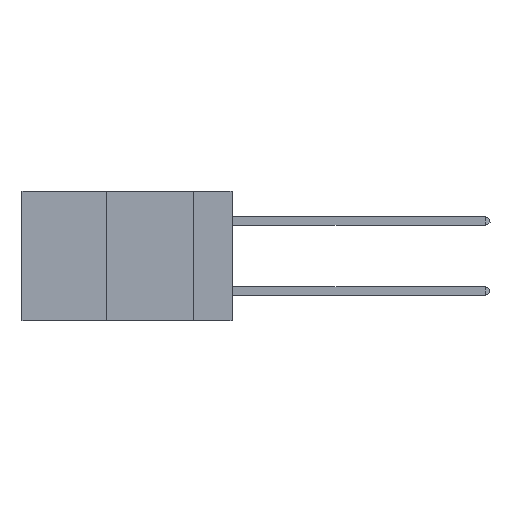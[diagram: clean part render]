
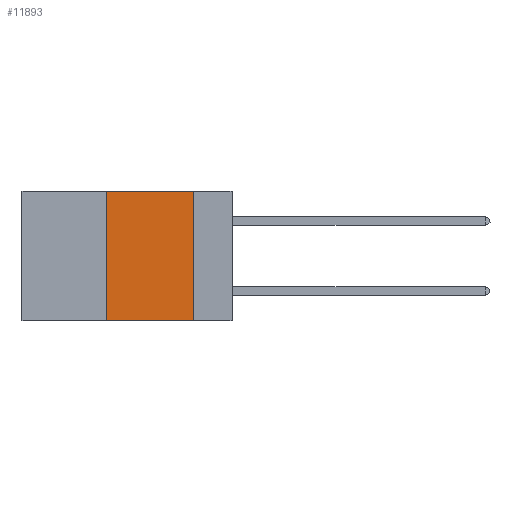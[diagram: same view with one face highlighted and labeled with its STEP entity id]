
A CAD part, left-side view. The second image highlights one B-rep face of the part: STEP entity #11893.
In plain terms, the highlighted planar face has unit normal (-1, 0, 0).
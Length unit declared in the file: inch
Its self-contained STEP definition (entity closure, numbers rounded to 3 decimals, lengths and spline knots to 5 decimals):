
#777 = ORIENTED_EDGE ( 'NONE', *, *, #13280, .F. ) ;
#1798 = CARTESIAN_POINT ( 'NONE',  ( 0., 0.11, 0. ) ) ;
#3223 = ORIENTED_EDGE ( 'NONE', *, *, #22989, .T. ) ;
#3296 = VECTOR ( 'NONE', #17871, 39.37008 ) ;
#3350 = CARTESIAN_POINT ( 'NONE',  ( 0., 0.36, -0.37 ) ) ;
#3704 = ORIENTED_EDGE ( 'NONE', *, *, #5768, .F. ) ;
#3994 = DIRECTION ( 'NONE',  ( 0., -1., 0. ) ) ;
#4255 = CARTESIAN_POINT ( 'NONE',  ( 0., 0.36, 0. ) ) ;
#4437 = LINE ( 'NONE', #4255, #22605 ) ;
#4914 = DIRECTION ( 'NONE',  ( 0., 0., -1. ) ) ;
#5638 = CARTESIAN_POINT ( 'NONE',  ( 0., 0.6, -0.37 ) ) ;
#5768 = EDGE_CURVE ( 'NONE', #15365, #12569, #4437, .T. ) ;
#6706 = VERTEX_POINT ( 'NONE', #8475 ) ;
#7007 = VECTOR ( 'NONE', #3994, 39.37008 ) ;
#7013 = EDGE_LOOP ( 'NONE', ( #17575, #777, #3704, #3223 ) ) ;
#7113 = VERTEX_POINT ( 'NONE', #22159 ) ;
#8475 = CARTESIAN_POINT ( 'NONE',  ( 0., 0.11, 0. ) ) ;
#9259 = EDGE_CURVE ( 'NONE', #6706, #7113, #13644, .T. ) ;
#9995 = CARTESIAN_POINT ( 'NONE',  ( 0., 0.6, 0. ) ) ;
#10310 = AXIS2_PLACEMENT_3D ( 'NONE', #9995, #15520, #4914 ) ;
#11516 = VECTOR ( 'NONE', #19815, 39.37008 ) ;
#11815 = FACE_OUTER_BOUND ( 'NONE', #7013, .T. ) ;
#11893 = ADVANCED_FACE ( 'NONE', ( #11815 ), #15295, .F. ) ;
#11905 = CARTESIAN_POINT ( 'NONE',  ( 0., 0.36, 0. ) ) ;
#12569 = VERTEX_POINT ( 'NONE', #11905 ) ;
#13280 = EDGE_CURVE ( 'NONE', #12569, #6706, #21216, .T. ) ;
#13644 = LINE ( 'NONE', #1798, #3296 ) ;
#14606 = CARTESIAN_POINT ( 'NONE',  ( 0., 0.6, 0. ) ) ;
#15295 = PLANE ( 'NONE',  #10310 ) ;
#15365 = VERTEX_POINT ( 'NONE', #3350 ) ;
#15520 = DIRECTION ( 'NONE',  ( 1., 0., 0. ) ) ;
#17575 = ORIENTED_EDGE ( 'NONE', *, *, #9259, .F. ) ;
#17871 = DIRECTION ( 'NONE',  ( 0., 0., -1. ) ) ;
#19575 = LINE ( 'NONE', #5638, #11516 ) ;
#19815 = DIRECTION ( 'NONE',  ( 0., -1., 0. ) ) ;
#21216 = LINE ( 'NONE', #14606, #7007 ) ;
#22122 = DIRECTION ( 'NONE',  ( 0., 0., 1. ) ) ;
#22159 = CARTESIAN_POINT ( 'NONE',  ( 0., 0.11, -0.37 ) ) ;
#22605 = VECTOR ( 'NONE', #22122, 39.37008 ) ;
#22989 = EDGE_CURVE ( 'NONE', #15365, #7113, #19575, .T. ) ;
